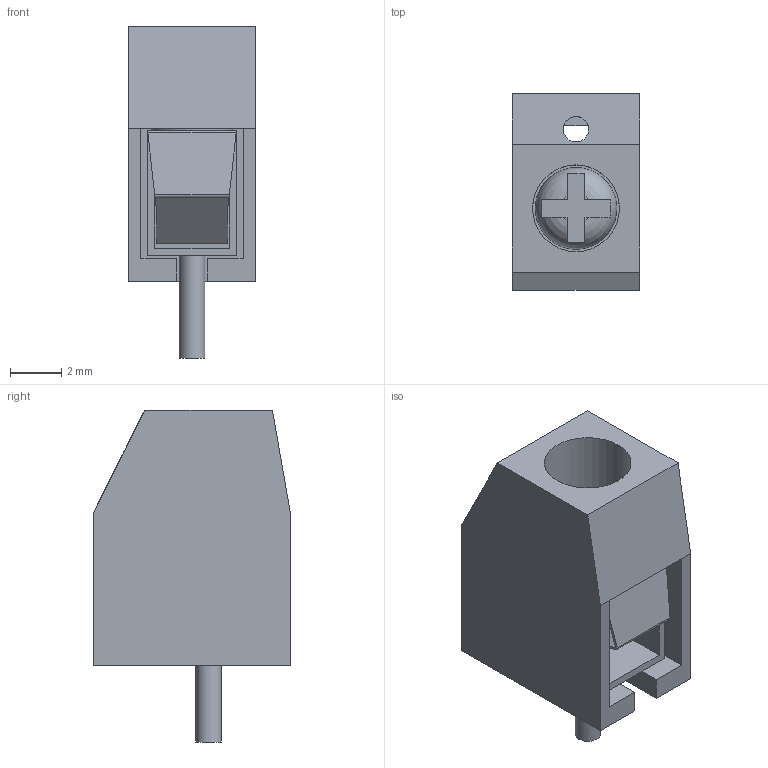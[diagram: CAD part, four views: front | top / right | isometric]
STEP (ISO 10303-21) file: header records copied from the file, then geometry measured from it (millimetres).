
FILE_DESCRIPTION(('FreeCAD Model'),'2;1');
FILE_NAME('ConnPart.step','2020-01-05T19:44:50',('Author'),(''), 'Open CASCADE STEP processor 7.3','FreeCAD','Unknown');
FILE_SCHEMA(('AUTOMOTIVE_DESIGN_CC2 { 1 2 10303 214 -1 1 5 4 }'));
Length unit declared in the file: millimetre
Products named in the file (1): ConnPart
Bounding box: 5 x 7.7 x 13 mm (x, y, z)
Volume: 224.3 mm3; surface area: 708.8 mm2
Topology: 2 solids, 2 shells, 69 faces, 187 edges, 121 vertices
Faces by surface type: plane 60, cylinder 8, revolution 1
Full cylindrical faces by diameter (mm): 1 x2, 3.2 x1, 3.4 x1
Entity records: 2835 total; most frequent: CARTESIAN_POINT 594, ORIENTED_EDGE 374, DIRECTION 338, EDGE_CURVE 187, LINE 151, VECTOR 151, VERTEX_POINT 121, AXIS2_PLACEMENT_3D 93
